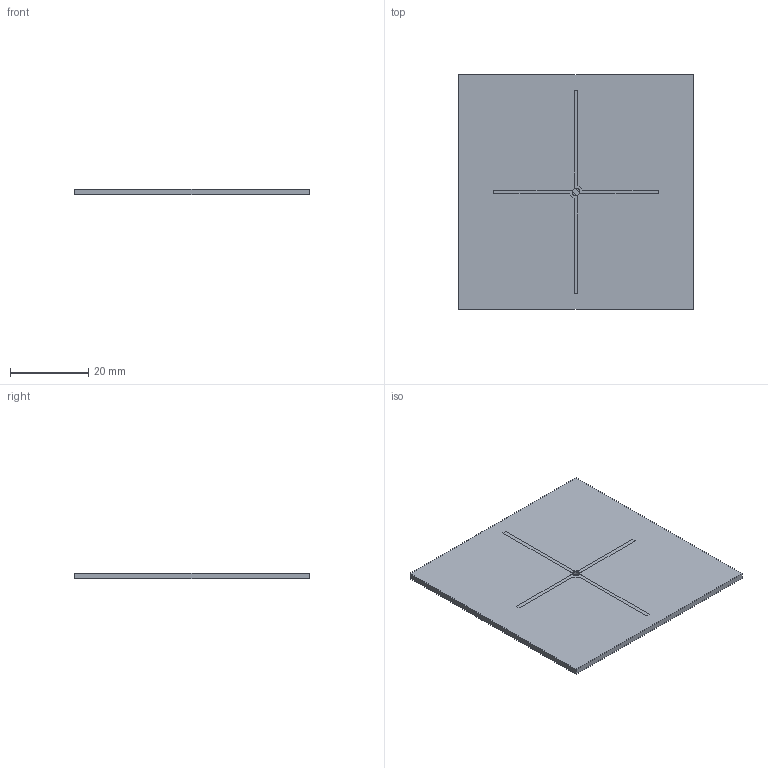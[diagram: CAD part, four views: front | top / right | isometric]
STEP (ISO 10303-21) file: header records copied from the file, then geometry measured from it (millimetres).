
FILE_DESCRIPTION(('STEP AP214'),'1');
FILE_NAME('24_turnstile_linear.stp','2024-04-22T11:24:57',(' '),(' '),'Spatial InterOp 3D',' ',' ');
FILE_SCHEMA(('automotive_design'));
Length unit declared in the file: millimetre
Products named in the file (4): 1; 2; 3; 4
Bounding box: 60 x 60 x 1.52 mm (x, y, z)
Surface area: 7573.1 mm2 (no closed solid volume)
Topology: 0 solids, 13 shells, 13 faces, 95 edges, 96 vertices
Faces by surface type: plane 11, cylinder 2
Entity records: 970 total; most frequent: CARTESIAN_POINT 206, DIRECTION 155, ORIENTED_EDGE 94, EDGE_CURVE 94, VERTEX_POINT 94, LINE 69, VECTOR 69, AXIS2_PLACEMENT_3D 43
